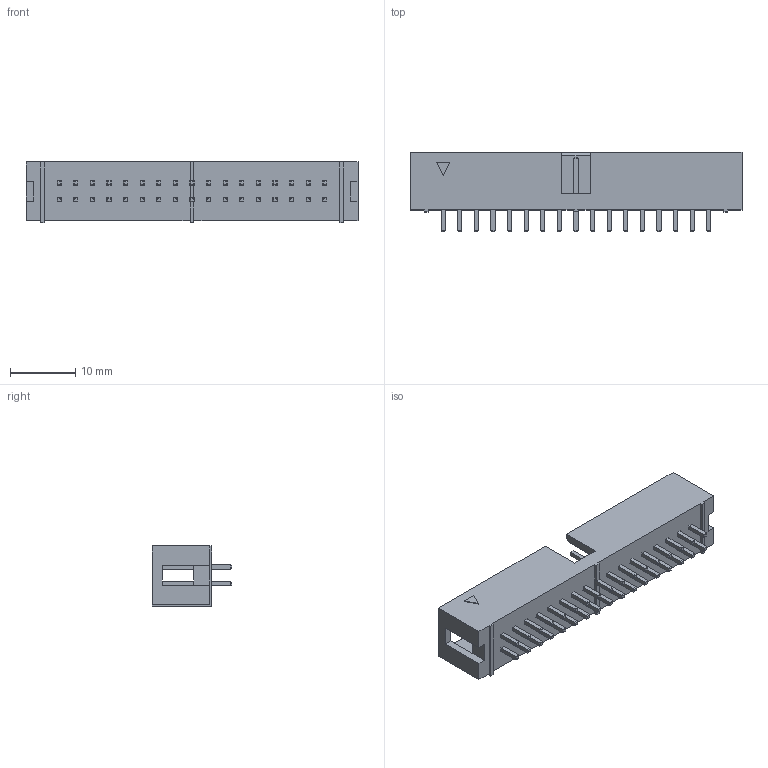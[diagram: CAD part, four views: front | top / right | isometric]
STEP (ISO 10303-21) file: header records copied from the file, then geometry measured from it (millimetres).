
FILE_DESCRIPTION (( 'STEP AP214' ), '1' );
FILE_NAME ('BH-34.step', '2021-01-16T12:43:08', ( '' ), ( '' ), 'SwSTEP 2.0', 'SolidWorks 2020', '' );
FILE_SCHEMA (( 'AUTOMOTIVE_DESIGN' ));
Length unit declared in the file: millimetre
Products named in the file (1): BH-34
Bounding box: 50.78 x 12.1 x 9.4 mm (x, y, z)
Volume: 2041.7 mm3; surface area: 3789.2 mm2
Topology: 35 solids, 35 shells, 667 faces, 1526 edges, 924 vertices
Faces by surface type: plane 667
Entity records: 23720 total; most frequent: CARTESIAN_POINT 3118, ORIENTED_EDGE 3052, DIRECTION 2862, LINE 1526, VECTOR 1526, EDGE_CURVE 1526, VERTEX_POINT 924, EDGE_LOOP 734
